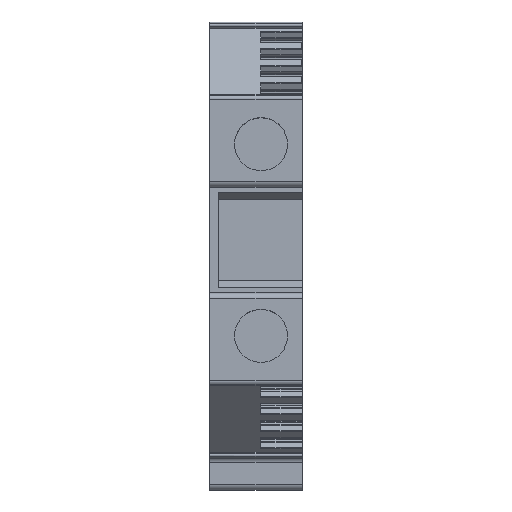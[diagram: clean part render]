
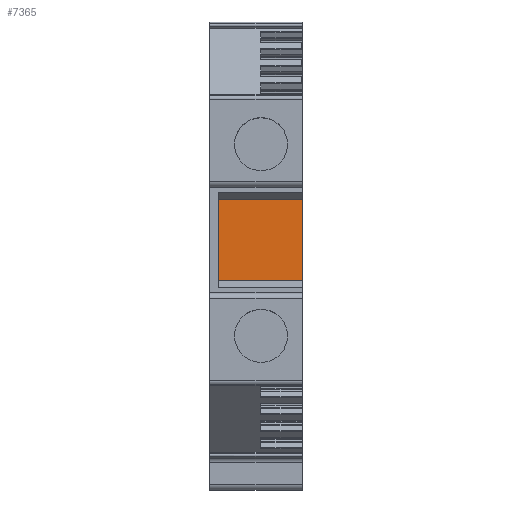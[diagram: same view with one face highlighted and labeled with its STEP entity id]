
A CAD part, top view. The second image highlights one B-rep face of the part: STEP entity #7365.
In plain terms, the highlighted planar face has unit normal (0, 0, 1).
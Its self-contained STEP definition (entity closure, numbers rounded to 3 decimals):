
#7338=AXIS2_PLACEMENT_3D('Plane Axis2P3D',#7335,#7336,#7337) ;
#7309=CARTESIAN_POINT('Line Origine',(6.5,37.225,36.15)) ;
#7313=CARTESIAN_POINT('Vertex',(11.9,37.225,36.15)) ;
#7315=CARTESIAN_POINT('Vertex',(1.1,37.225,36.15)) ;
#7335=CARTESIAN_POINT('Axis2P3D Location',(11.9,26.775,36.15)) ;
#7340=CARTESIAN_POINT('Line Origine',(6.5,26.775,36.15)) ;
#7344=CARTESIAN_POINT('Vertex',(11.9,26.775,36.15)) ;
#7346=CARTESIAN_POINT('Vertex',(1.1,26.775,36.15)) ;
#7349=CARTESIAN_POINT('Line Origine',(11.9,32.,36.15)) ;
#7354=CARTESIAN_POINT('Line Origine',(1.1,32.,36.15)) ;
#7310=DIRECTION('Vector Direction',(-1.,0.,0.)) ;
#7336=DIRECTION('Axis2P3D Direction',(0.,0.,1.)) ;
#7337=DIRECTION('Axis2P3D XDirection',(0.,1.,0.)) ;
#7341=DIRECTION('Vector Direction',(-1.,0.,0.)) ;
#7350=DIRECTION('Vector Direction',(0.,1.,0.)) ;
#7355=DIRECTION('Vector Direction',(0.,1.,0.)) ;
#7311=VECTOR('Line Direction',#7310,1.) ;
#7342=VECTOR('Line Direction',#7341,1.) ;
#7351=VECTOR('Line Direction',#7350,1.) ;
#7356=VECTOR('Line Direction',#7355,1.) ;
#7360=ORIENTED_EDGE('',*,*,#7348,.F.) ;
#7361=ORIENTED_EDGE('',*,*,#7353,.F.) ;
#7362=ORIENTED_EDGE('',*,*,#7317,.T.) ;
#7363=ORIENTED_EDGE('',*,*,#7358,.F.) ;
#7365=ADVANCED_FACE('KLTR',(#7364),#7339,.T.) ;
#7317=EDGE_CURVE('',#7314,#7316,#7312,.T.) ;
#7348=EDGE_CURVE('',#7345,#7347,#7343,.T.) ;
#7353=EDGE_CURVE('',#7314,#7345,#7352,.F.) ;
#7358=EDGE_CURVE('',#7347,#7316,#7357,.T.) ;
#7359=EDGE_LOOP('',(#7360,#7361,#7362,#7363)) ;
#7364=FACE_OUTER_BOUND('',#7359,.T.) ;
#7312=LINE('Line',#7309,#7311) ;
#7343=LINE('Line',#7340,#7342) ;
#7352=LINE('Line',#7349,#7351) ;
#7357=LINE('Line',#7354,#7356) ;
#7339=PLANE('',#7338) ;
#7314=VERTEX_POINT('',#7313) ;
#7316=VERTEX_POINT('',#7315) ;
#7345=VERTEX_POINT('',#7344) ;
#7347=VERTEX_POINT('',#7346) ;
